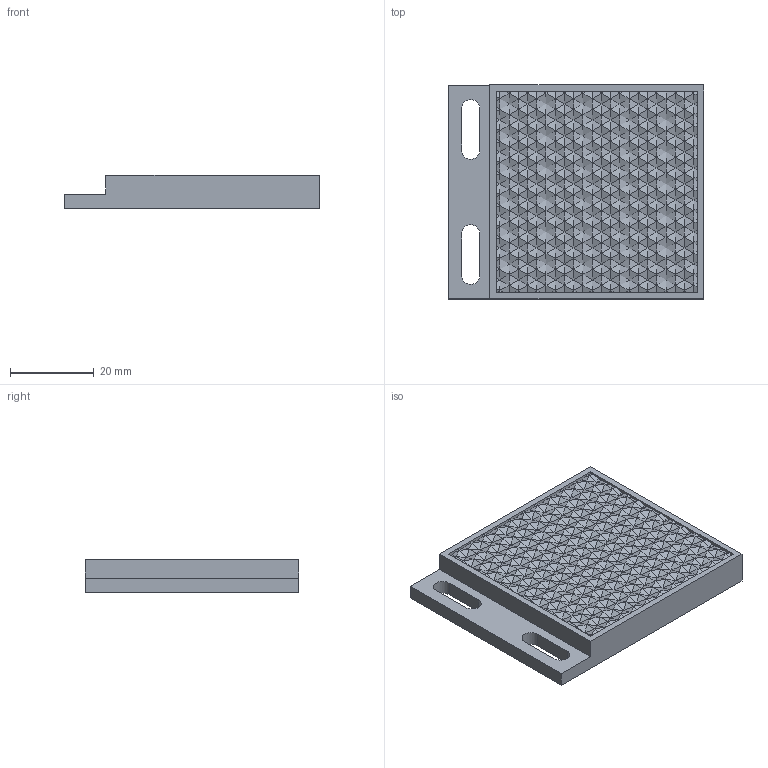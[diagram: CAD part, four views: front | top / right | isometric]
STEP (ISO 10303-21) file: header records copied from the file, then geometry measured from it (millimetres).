
FILE_DESCRIPTION(('Creo Elements/Direct Modeling STEP Export'),'2;1');
FILE_NAME('ER5060.stp','2017-08-30T12:29:45',('Palle Edslev '),('EDSLEV A/S'),'Creo Elements/Direct Modeling STEP processor for AP214 (Solid Model)','Creo Elements/Direct Modeling 18.1H 24-Oct-2015 (C) Parametric Technology GmbH','');
FILE_SCHEMA(('AUTOMOTIVE_DESIGN { 1 0 10303 214 1 1 1 1 }'));
Length unit declared in the file: millimetre
Products named in the file (1): ER5060
Bounding box: 60.9 x 51 x 7.88 mm (x, y, z)
Volume: 20516.3 mm3; surface area: 8142.5 mm2
Topology: 1 solids, 1 shells, 938 faces, 1551 edges, 616 vertices
Faces by surface type: plane 934, cylinder 4
Entity records: 19641 total; most frequent: DIRECTION 3437, CARTESIAN_POINT 3106, ORIENTED_EDGE 3102, EDGE_CURVE 1551, VECTOR 1543, LINE 1543, AXIS2_PLACEMENT_3D 947, EDGE_LOOP 943
